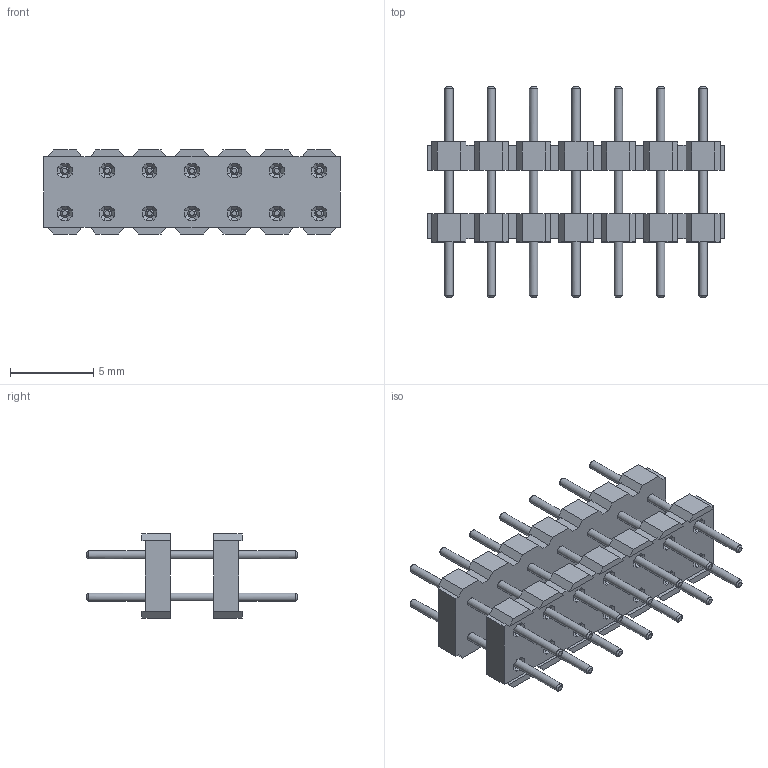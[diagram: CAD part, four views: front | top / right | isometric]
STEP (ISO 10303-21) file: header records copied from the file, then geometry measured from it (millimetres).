
FILE_DESCRIPTION(/* description */ (''),/* implementation_level */ '2;1');
FILE_NAME(/* name */ '953-13-014-2-00.stp',/* time_stamp */ '2026-03-11T13:57:23+01:00',/* author */ ('Andreas.Larin'),/* organization */ (''),/* preprocessor_version */ 'ST-DEVELOPER v20',/* originating_system */ 'Autodesk Inventor 2025',/* authorisation */ '');
FILE_SCHEMA (('AUTOMOTIVE_DESIGN { 1 0 10303 214 3 1 1 }'));
Length unit declared in the file: millimetre
Products named in the file (1): 953-13-014-2-00
Bounding box: 17.78 x 12.6 x 5.04 mm (x, y, z)
Volume: 283.6 mm3; surface area: 779.1 mm2
Topology: 1 solids, 1 shells, 922 faces, 3146 edges, 2004 vertices
Faces by surface type: plane 880, cone 28, cylinder 14
Full cylindrical faces by diameter (mm): 0.5 x14
Entity records: 34549 total; most frequent: ORIENTED_EDGE 6292, CARTESIAN_POINT 6073, DIRECTION 5580, EDGE_CURVE 3146, LINE 2558, VECTOR 2558, VERTEX_POINT 2004, AXIS2_PLACEMENT_3D 1511
